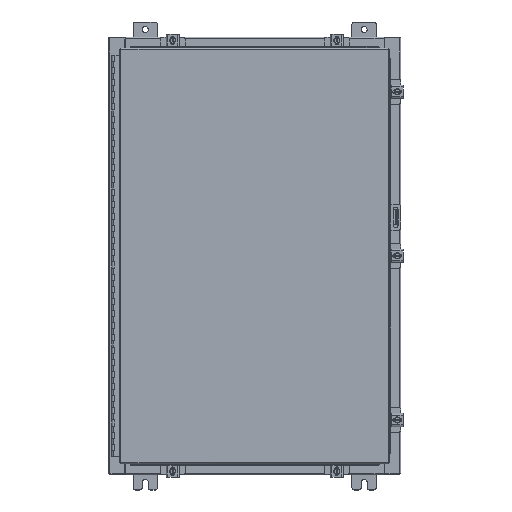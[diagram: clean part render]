
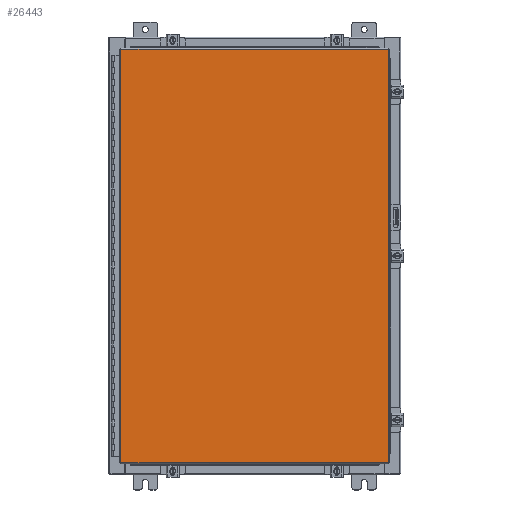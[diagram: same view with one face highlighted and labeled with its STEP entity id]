
A CAD part, top view. The second image highlights one B-rep face of the part: STEP entity #26443.
In plain terms, the highlighted planar face has unit normal (0, 0, 1).
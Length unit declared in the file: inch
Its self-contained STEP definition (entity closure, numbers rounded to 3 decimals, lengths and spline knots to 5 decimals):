
#2836 = VECTOR ( 'NONE', #21814, 39.37008 ) ;
#4947 = FACE_OUTER_BOUND ( 'NONE', #19923, .T. ) ;
#5162 = EDGE_CURVE ( 'NONE', #23881, #35156, #23081, .T. ) ;
#6073 = CARTESIAN_POINT ( 'NONE',  ( -10.9903, -17.0063, 0. ) ) ;
#7025 = CARTESIAN_POINT ( 'NONE',  ( 0., 0., 0. ) ) ;
#7964 = CARTESIAN_POINT ( 'NONE',  ( -10.9903, -17.0063, 0. ) ) ;
#8444 = CARTESIAN_POINT ( 'NONE',  ( 10.9903, 17.0063, 0. ) ) ;
#8741 = CARTESIAN_POINT ( 'NONE',  ( 10.9903, 17.0063, 0. ) ) ;
#9859 = ORIENTED_EDGE ( 'NONE', *, *, #18029, .T. ) ;
#10693 = ORIENTED_EDGE ( 'NONE', *, *, #5162, .T. ) ;
#11450 = ORIENTED_EDGE ( 'NONE', *, *, #23134, .T. ) ;
#11842 = ORIENTED_EDGE ( 'NONE', *, *, #35703, .T. ) ;
#13544 = LINE ( 'NONE', #8741, #2836 ) ;
#13729 = DIRECTION ( 'NONE',  ( 0., 0., -1. ) ) ;
#17041 = VERTEX_POINT ( 'NONE', #38085 ) ;
#17601 = LINE ( 'NONE', #25467, #32836 ) ;
#18029 = EDGE_CURVE ( 'NONE', #35156, #17041, #22581, .T. ) ;
#19923 = EDGE_LOOP ( 'NONE', ( #9859, #11450, #11842, #10693 ) ) ;
#21814 = DIRECTION ( 'NONE',  ( -1., 0., 0. ) ) ;
#22088 = VECTOR ( 'NONE', #33479, 39.37008 ) ;
#22581 = LINE ( 'NONE', #7964, #36848 ) ;
#23081 = LINE ( 'NONE', #29894, #22088 ) ;
#23134 = EDGE_CURVE ( 'NONE', #17041, #32337, #17601, .T. ) ;
#23881 = VERTEX_POINT ( 'NONE', #31505 ) ;
#25467 = CARTESIAN_POINT ( 'NONE',  ( 10.9903, -17.0063, 0. ) ) ;
#26443 = ADVANCED_FACE ( 'NONE', ( #4947 ), #26605, .F. ) ;
#26605 = PLANE ( 'NONE',  #37582 ) ;
#29894 = CARTESIAN_POINT ( 'NONE',  ( -10.9903, 17.0063, 0. ) ) ;
#31505 = CARTESIAN_POINT ( 'NONE',  ( -10.9903, 17.0063, 0. ) ) ;
#32337 = VERTEX_POINT ( 'NONE', #8444 ) ;
#32836 = VECTOR ( 'NONE', #41725, 39.37008 ) ;
#33479 = DIRECTION ( 'NONE',  ( 0., -1., 0. ) ) ;
#33998 = DIRECTION ( 'NONE',  ( 1., 0., 0. ) ) ;
#35156 = VERTEX_POINT ( 'NONE', #6073 ) ;
#35703 = EDGE_CURVE ( 'NONE', #32337, #23881, #13544, .T. ) ;
#36463 = DIRECTION ( 'NONE',  ( -1., 0., 0. ) ) ;
#36848 = VECTOR ( 'NONE', #33998, 39.37008 ) ;
#37582 = AXIS2_PLACEMENT_3D ( 'NONE', #7025, #13729, #36463 ) ;
#38085 = CARTESIAN_POINT ( 'NONE',  ( 10.9903, -17.0063, 0. ) ) ;
#41725 = DIRECTION ( 'NONE',  ( 0., 1., 0. ) ) ;
